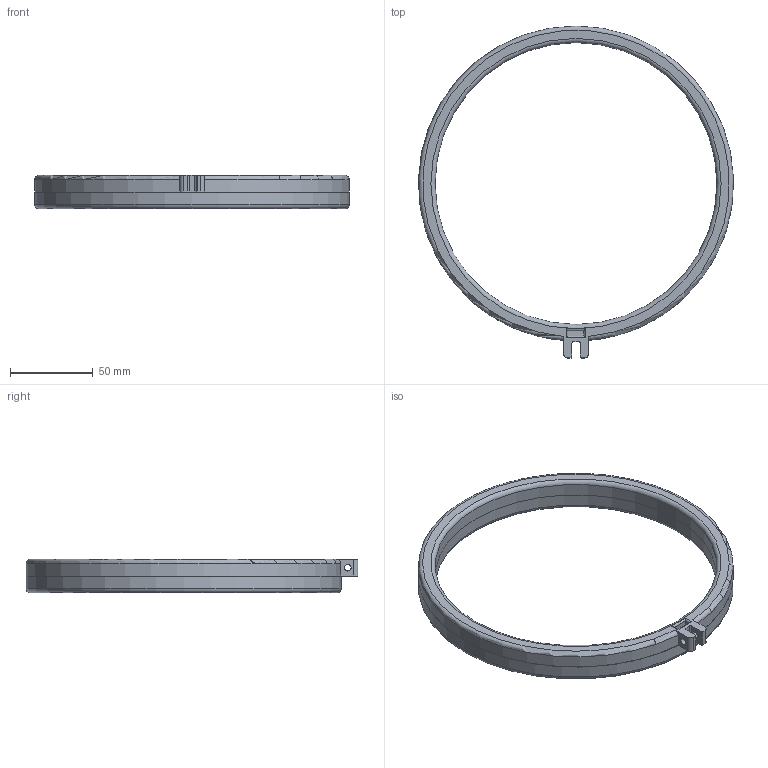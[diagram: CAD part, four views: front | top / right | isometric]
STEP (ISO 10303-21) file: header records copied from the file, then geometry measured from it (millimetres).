
FILE_DESCRIPTION(/* description */ (''),/* implementation_level */ '2;1');
FILE_NAME(/* name */ 'lampes v11.step',/* time_stamp */ '2022-11-13T21:18:53+01:00',/* author */ (''),/* organization */ (''),/* preprocessor_version */ 'ST-DEVELOPER v19.2',/* originating_system */ 'Autodesk Translation Framework v11.17.0.187',/* authorisation */ '');
FILE_SCHEMA (('AUTOMOTIVE_DESIGN { 1 0 10303 214 3 1 1 }'));
Length unit declared in the file: millimetre
Products named in the file (3): lampes; bas; haut
Assembly tree (2 placements, depth 2):
  lampes
    bas
    haut
Bounding box: 190 x 200.18 x 20 mm (x, y, z)
Volume: 104582.6 mm3; surface area: 46779.9 mm2
Topology: 2 solids, 2 shells, 90 faces, 189 edges, 122 vertices
Faces by surface type: cylinder 41, plane 38, bspline 7, torus 4
Full cylindrical faces by diameter (mm): 4 x20, 170 x2, 174.089 x1, 185.332 x1, 190 x1
Entity records: 2769 total; most frequent: CARTESIAN_POINT 659, DIRECTION 461, ORIENTED_EDGE 376, AXIS2_PLACEMENT_3D 191, EDGE_CURVE 188, VERTEX_POINT 122, EDGE_LOOP 120, CIRCLE 98
